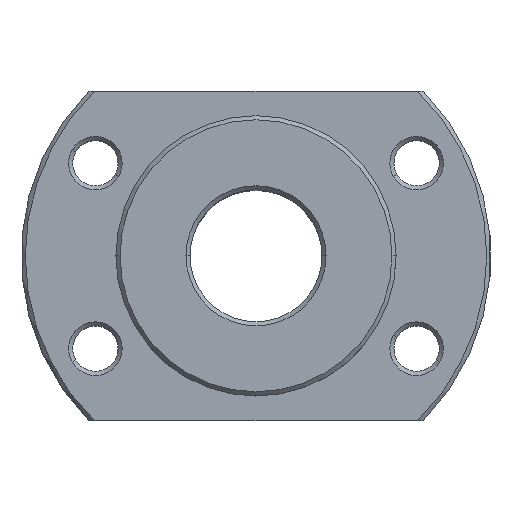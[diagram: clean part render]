
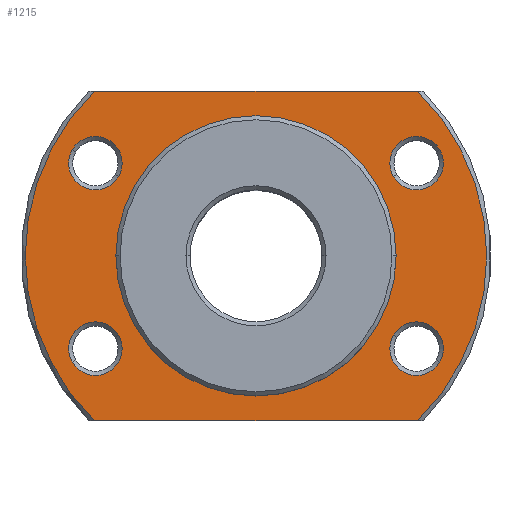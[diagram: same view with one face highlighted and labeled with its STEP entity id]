
A CAD part, top view. The second image highlights one B-rep face of the part: STEP entity #1215.
In plain terms, the highlighted planar face has unit normal (0, 0, 1).
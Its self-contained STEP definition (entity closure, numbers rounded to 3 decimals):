
#239=AXIS2_PLACEMENT_3D('Circle Axis2P3D',#237,#238,$) ;
#265=AXIS2_PLACEMENT_3D('Circle Axis2P3D',#263,#264,$) ;
#566=AXIS2_PLACEMENT_3D('Circle Axis2P3D',#564,#565,$) ;
#590=AXIS2_PLACEMENT_3D('Circle Axis2P3D',#588,#589,$) ;
#719=AXIS2_PLACEMENT_3D('Circle Axis2P3D',#717,#718,$) ;
#743=AXIS2_PLACEMENT_3D('Circle Axis2P3D',#741,#742,$) ;
#872=AXIS2_PLACEMENT_3D('Circle Axis2P3D',#870,#871,$) ;
#896=AXIS2_PLACEMENT_3D('Circle Axis2P3D',#894,#895,$) ;
#1025=AXIS2_PLACEMENT_3D('Circle Axis2P3D',#1023,#1024,$) ;
#1049=AXIS2_PLACEMENT_3D('Circle Axis2P3D',#1047,#1048,$) ;
#1066=AXIS2_PLACEMENT_3D('Circle Axis2P3D',#1064,#1065,$) ;
#1168=AXIS2_PLACEMENT_3D('Plane Axis2P3D',#1165,#1166,#1167) ;
#1186=AXIS2_PLACEMENT_3D('Circle Axis2P3D',#1184,#1185,$) ;
#232=CARTESIAN_POINT('Vertex',(17.,0.,34.)) ;
#237=CARTESIAN_POINT('Axis2P3D Location',(0.,0.,34.)) ;
#241=CARTESIAN_POINT('Vertex',(-17.,0.,34.)) ;
#263=CARTESIAN_POINT('Axis2P3D Location',(0.,0.,34.)) ;
#561=CARTESIAN_POINT('Vertex',(22.3,12.875,34.)) ;
#564=CARTESIAN_POINT('Axis2P3D Location',(19.486,11.25,34.)) ;
#568=CARTESIAN_POINT('Vertex',(16.671,9.625,34.)) ;
#588=CARTESIAN_POINT('Axis2P3D Location',(19.486,11.25,34.)) ;
#714=CARTESIAN_POINT('Vertex',(22.3,-12.875,34.)) ;
#717=CARTESIAN_POINT('Axis2P3D Location',(19.486,-11.25,34.)) ;
#721=CARTESIAN_POINT('Vertex',(16.671,-9.625,34.)) ;
#741=CARTESIAN_POINT('Axis2P3D Location',(19.486,-11.25,34.)) ;
#867=CARTESIAN_POINT('Vertex',(-22.3,-12.875,34.)) ;
#870=CARTESIAN_POINT('Axis2P3D Location',(-19.486,-11.25,34.)) ;
#874=CARTESIAN_POINT('Vertex',(-16.671,-9.625,34.)) ;
#894=CARTESIAN_POINT('Axis2P3D Location',(-19.486,-11.25,34.)) ;
#1020=CARTESIAN_POINT('Vertex',(-22.3,12.875,34.)) ;
#1023=CARTESIAN_POINT('Axis2P3D Location',(-19.486,11.25,34.)) ;
#1027=CARTESIAN_POINT('Vertex',(-16.671,9.625,34.)) ;
#1047=CARTESIAN_POINT('Axis2P3D Location',(-19.486,11.25,34.)) ;
#1064=CARTESIAN_POINT('Axis2P3D Location',(0.,0.,34.)) ;
#1068=CARTESIAN_POINT('Vertex',(19.596,-20.,34.)) ;
#1070=CARTESIAN_POINT('Vertex',(19.596,20.,34.)) ;
#1165=CARTESIAN_POINT('Axis2P3D Location',(0.,0.,34.)) ;
#1170=CARTESIAN_POINT('Line Origine',(0.,-20.,34.)) ;
#1174=CARTESIAN_POINT('Vertex',(-19.596,-20.,34.)) ;
#1177=CARTESIAN_POINT('Line Origine',(0.,20.,34.)) ;
#1181=CARTESIAN_POINT('Vertex',(-19.596,20.,34.)) ;
#1184=CARTESIAN_POINT('Axis2P3D Location',(0.,0.,34.)) ;
#238=DIRECTION('Axis2P3D Direction',(0.,0.,1.)) ;
#264=DIRECTION('Axis2P3D Direction',(0.,0.,1.)) ;
#565=DIRECTION('Axis2P3D Direction',(0.,0.,1.)) ;
#589=DIRECTION('Axis2P3D Direction',(0.,0.,1.)) ;
#718=DIRECTION('Axis2P3D Direction',(0.,0.,1.)) ;
#742=DIRECTION('Axis2P3D Direction',(0.,0.,1.)) ;
#871=DIRECTION('Axis2P3D Direction',(0.,0.,1.)) ;
#895=DIRECTION('Axis2P3D Direction',(0.,0.,1.)) ;
#1024=DIRECTION('Axis2P3D Direction',(0.,0.,1.)) ;
#1048=DIRECTION('Axis2P3D Direction',(0.,0.,1.)) ;
#1065=DIRECTION('Axis2P3D Direction',(0.,0.,1.)) ;
#1166=DIRECTION('Axis2P3D Direction',(0.,0.,1.)) ;
#1167=DIRECTION('Axis2P3D XDirection',(1.,0.,0.)) ;
#1171=DIRECTION('Vector Direction',(1.,0.,0.)) ;
#1178=DIRECTION('Vector Direction',(1.,0.,0.)) ;
#1185=DIRECTION('Axis2P3D Direction',(0.,0.,1.)) ;
#1172=VECTOR('Line Direction',#1171,1.) ;
#1179=VECTOR('Line Direction',#1178,1.) ;
#1190=ORIENTED_EDGE('',*,*,#1176,.T.) ;
#1191=ORIENTED_EDGE('',*,*,#1072,.T.) ;
#1192=ORIENTED_EDGE('',*,*,#1183,.T.) ;
#1193=ORIENTED_EDGE('',*,*,#1188,.T.) ;
#1196=ORIENTED_EDGE('',*,*,#1051,.F.) ;
#1197=ORIENTED_EDGE('',*,*,#1029,.F.) ;
#1200=ORIENTED_EDGE('',*,*,#898,.F.) ;
#1201=ORIENTED_EDGE('',*,*,#876,.F.) ;
#1204=ORIENTED_EDGE('',*,*,#745,.F.) ;
#1205=ORIENTED_EDGE('',*,*,#723,.F.) ;
#1208=ORIENTED_EDGE('',*,*,#592,.F.) ;
#1209=ORIENTED_EDGE('',*,*,#570,.F.) ;
#1212=ORIENTED_EDGE('',*,*,#243,.F.) ;
#1213=ORIENTED_EDGE('',*,*,#267,.F.) ;
#1198=FACE_BOUND('',#1195,.T.) ;
#1202=FACE_BOUND('',#1199,.T.) ;
#1206=FACE_BOUND('',#1203,.T.) ;
#1210=FACE_BOUND('',#1207,.T.) ;
#1214=FACE_BOUND('',#1211,.T.) ;
#1215=ADVANCED_FACE('',(#1194,#1198,#1202,#1206,#1210,#1214),#1169,.T.) ;
#240=CIRCLE('generated circle',#239,17.) ;
#266=CIRCLE('generated circle',#265,17.) ;
#567=CIRCLE('generated circle',#566,3.25) ;
#591=CIRCLE('generated circle',#590,3.25) ;
#720=CIRCLE('generated circle',#719,3.25) ;
#744=CIRCLE('generated circle',#743,3.25) ;
#873=CIRCLE('generated circle',#872,3.25) ;
#897=CIRCLE('generated circle',#896,3.25) ;
#1026=CIRCLE('generated circle',#1025,3.25) ;
#1050=CIRCLE('generated circle',#1049,3.25) ;
#1067=CIRCLE('generated circle',#1066,28.) ;
#1187=CIRCLE('generated circle',#1186,28.) ;
#243=EDGE_CURVE('',#233,#242,#240,.T.) ;
#267=EDGE_CURVE('',#242,#233,#266,.T.) ;
#570=EDGE_CURVE('',#562,#569,#567,.T.) ;
#592=EDGE_CURVE('',#569,#562,#591,.T.) ;
#723=EDGE_CURVE('',#715,#722,#720,.T.) ;
#745=EDGE_CURVE('',#722,#715,#744,.T.) ;
#876=EDGE_CURVE('',#868,#875,#873,.T.) ;
#898=EDGE_CURVE('',#875,#868,#897,.T.) ;
#1029=EDGE_CURVE('',#1021,#1028,#1026,.T.) ;
#1051=EDGE_CURVE('',#1028,#1021,#1050,.T.) ;
#1072=EDGE_CURVE('',#1069,#1071,#1067,.T.) ;
#1176=EDGE_CURVE('',#1175,#1069,#1173,.T.) ;
#1183=EDGE_CURVE('',#1071,#1182,#1180,.F.) ;
#1188=EDGE_CURVE('',#1182,#1175,#1187,.T.) ;
#1189=EDGE_LOOP('',(#1190,#1191,#1192,#1193)) ;
#1195=EDGE_LOOP('',(#1196,#1197)) ;
#1199=EDGE_LOOP('',(#1200,#1201)) ;
#1203=EDGE_LOOP('',(#1204,#1205)) ;
#1207=EDGE_LOOP('',(#1208,#1209)) ;
#1211=EDGE_LOOP('',(#1212,#1213)) ;
#1194=FACE_OUTER_BOUND('',#1189,.T.) ;
#1173=LINE('Line',#1170,#1172) ;
#1180=LINE('Line',#1177,#1179) ;
#1169=PLANE('Plane',#1168) ;
#233=VERTEX_POINT('',#232) ;
#242=VERTEX_POINT('',#241) ;
#562=VERTEX_POINT('',#561) ;
#569=VERTEX_POINT('',#568) ;
#715=VERTEX_POINT('',#714) ;
#722=VERTEX_POINT('',#721) ;
#868=VERTEX_POINT('',#867) ;
#875=VERTEX_POINT('',#874) ;
#1021=VERTEX_POINT('',#1020) ;
#1028=VERTEX_POINT('',#1027) ;
#1069=VERTEX_POINT('',#1068) ;
#1071=VERTEX_POINT('',#1070) ;
#1175=VERTEX_POINT('',#1174) ;
#1182=VERTEX_POINT('',#1181) ;
